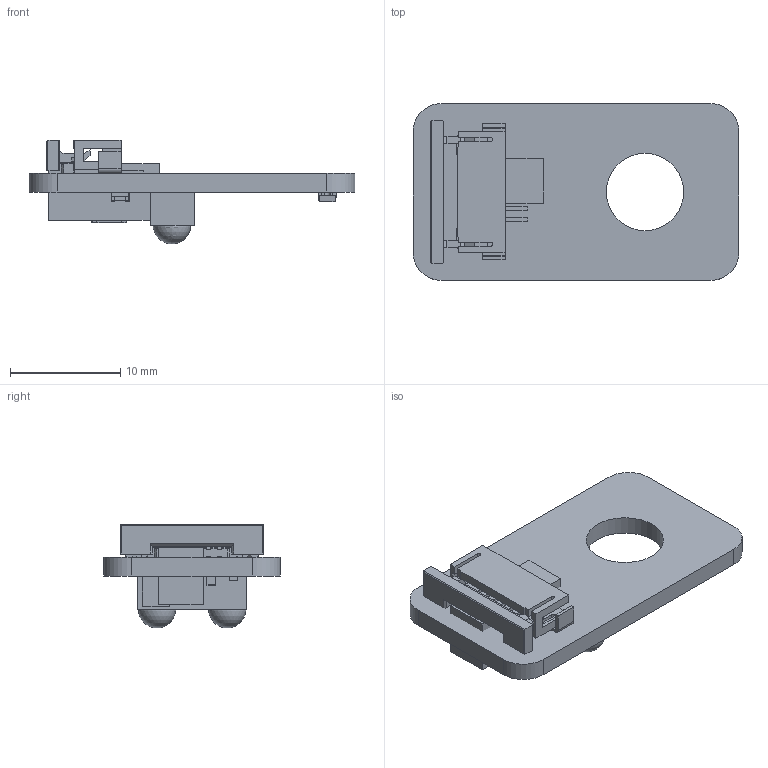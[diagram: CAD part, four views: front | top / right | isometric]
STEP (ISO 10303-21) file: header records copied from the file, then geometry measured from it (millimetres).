
FILE_DESCRIPTION(('Open CASCADE Model'),'2;1');
FILE_NAME('Open CASCADE Shape Model','2020-06-18T16:15:52',('Author'),( 'Open CASCADE'),'Open CASCADE STEP processor 6.8','Open CASCADE 6.8' ,'Unknown');
FILE_SCHEMA(('AUTOMOTIVE_DESIGN { 1 0 10303 214 1 1 1 1 }'));
Length unit declared in the file: millimetre
Products named in the file (1): PCB
Bounding box: 29.5 x 16 x 9.4 mm (x, y, z)
Volume: 1232.1 mm3; surface area: 2131.4 mm2
Topology: 10 solids, 131 shells, 583 faces, 2200 edges, 1690 vertices
Faces by surface type: plane 486, cylinder 67, sphere 30
Full cylindrical faces by diameter (mm): 7 x1
Entity records: 24353 total; most frequent: CARTESIAN_POINT 5194, ORIENTED_EDGE 3444, DIRECTION 3436, EDGE_CURVE 2166, LINE 1904, VECTOR 1904, VERTEX_POINT 1688, AXIS2_PLACEMENT_3D 766
